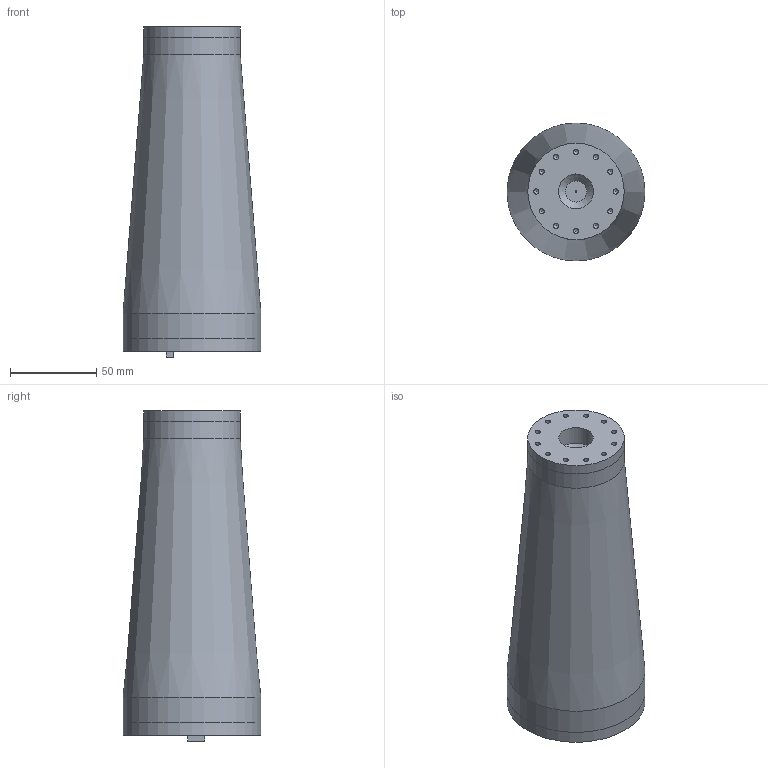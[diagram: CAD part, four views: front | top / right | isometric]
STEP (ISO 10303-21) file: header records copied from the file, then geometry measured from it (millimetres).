
FILE_DESCRIPTION(/* description */ (''),/* implementation_level */ '2;1');
FILE_NAME(/* name */ 'TacLegSensingPart.stp',/* time_stamp */ '2024-06-23T10:41:03+07:00',/* author */ ('duong'),/* organization */ (''),/* preprocessor_version */ 'ST-DEVELOPER v17',/* originating_system */ 'Autodesk Inventor 2019',/* authorisation */ '');
FILE_SCHEMA (('AUTOMOTIVE_DESIGN { 1 0 10303 214 3 1 1 }'));
Length unit declared in the file: millimetre
Products named in the file (8): ProstheticArn; NutJoint; ProstheticSkin; Tube; Camera; NutJoint_1; LED 3mm Red; ISO 7045 - M2.5 x 5 - 4.8 - Z
Assembly tree (33 placements, depth 2):
  ProstheticArn
    NutJoint
    ProstheticSkin
    Tube
    Camera
    NutJoint_1
    LED 3mm Red  x24
    ISO 7045 - M2.5 x 5 - 4.8 - Z  x4
Bounding box: 80 x 80 x 191.5 mm (x, y, z)
Volume: 231739.3 mm3; surface area: 158280.2 mm2
Topology: 135 solids, 135 shells, 1654 faces, 4120 edges, 2767 vertices
Faces by surface type: plane 954, cylinder 391, sphere 108, cone 106, bspline 49, torus 46
Full cylindrical faces by diameter (mm): 1 x50, 1.5 x10, 2 x2, 2.256 x4, 2.5 x12, 2.6 x4, 3 x68, 3.1 x8, 3.25 x20, 3.5 x20, 3.75 x20, 4 x20, 4.1 x24, 8.784 x1, 12.5 x1, 14 x2, 20.3 x1, 26 x1, 28 x1, 28.3 x1, 32 x1, 32.3 x2, 39 x1, 39.981 x1, 45 x1, 49.981 x1, 50 x1, 56 x2, 60 x1, 63.6 x1
Entity records: 34516 total; most frequent: CARTESIAN_POINT 12266, DIRECTION 4511, ORIENTED_EDGE 4390, EDGE_CURVE 2195, AXIS2_PLACEMENT_3D 1876, VERTEX_POINT 1554, EDGE_LOOP 1105, CIRCLE 1021
